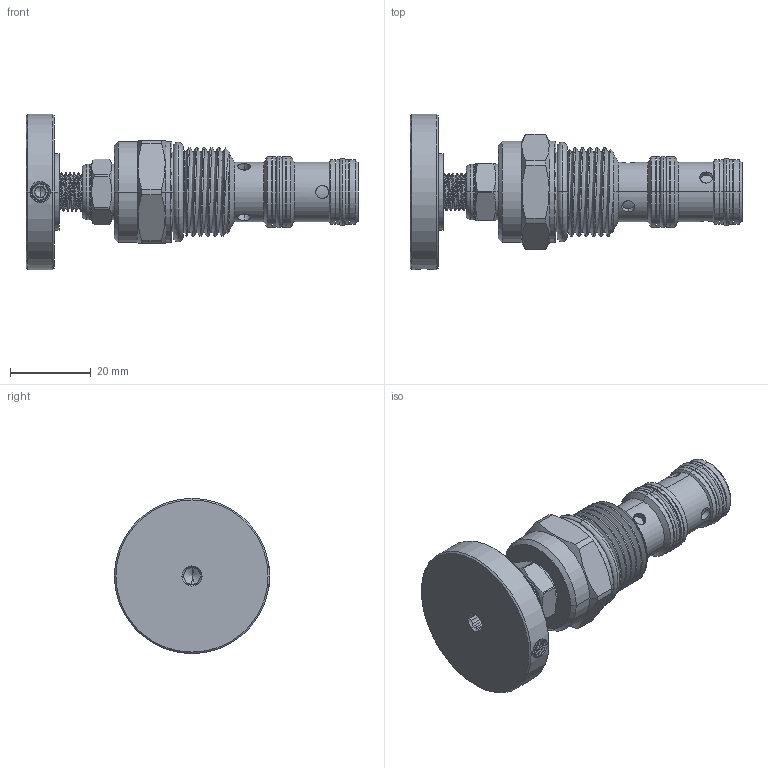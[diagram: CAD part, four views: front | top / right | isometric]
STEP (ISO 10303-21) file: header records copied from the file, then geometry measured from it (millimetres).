
FILE_DESCRIPTION (( 'STEP AP203' ), '1' );
FILE_NAME ('FR10W31-E.STEP', '2016-05-24T02:55:06', ( '' ), ( '' ), 'SwSTEP 2.0', 'SolidWorks 2012', '' );
FILE_SCHEMA (( 'CONFIG_CONTROL_DESIGN' ));
Length unit declared in the file: millimetre
Products named in the file (1): FR10W31-E
Bounding box: 82.09 x 38.4 x 38.4 mm (x, y, z)
Volume: 27673 mm3; surface area: 11769.8 mm2
Topology: 7 solids, 7 shells, 352 faces, 1029 edges, 655 vertices
Faces by surface type: cylinder 193, plane 70, cone 42, torus 32, bspline 15
Entity records: 29592 total; most frequent: CARTESIAN_POINT 21377, ORIENTED_EDGE 2046, DIRECTION 1437, EDGE_CURVE 1023, VERTEX_POINT 655, AXIS2_PLACEMENT_3D 598, EDGE_LOOP 382, FACE_OUTER_BOUND 352
